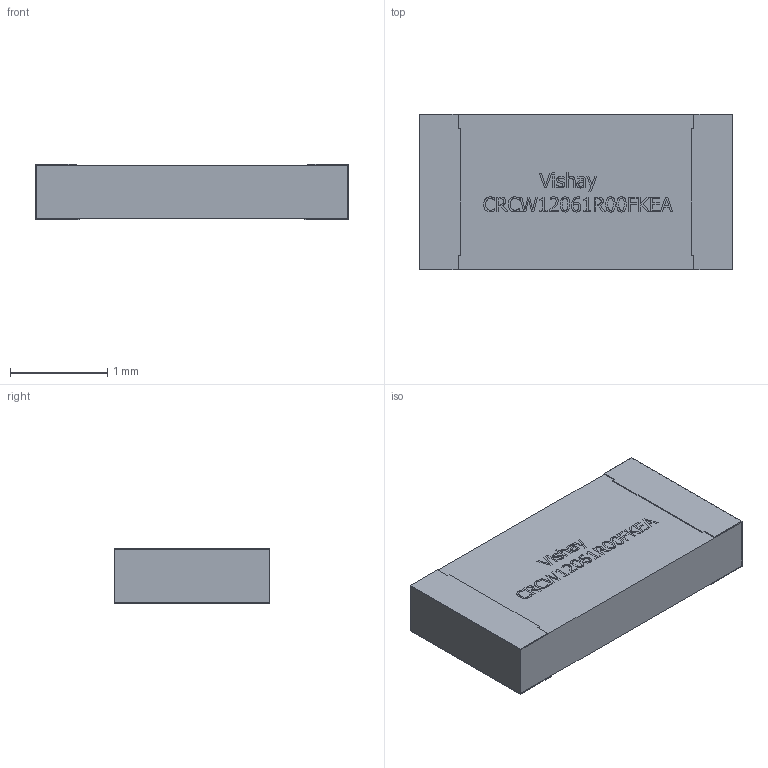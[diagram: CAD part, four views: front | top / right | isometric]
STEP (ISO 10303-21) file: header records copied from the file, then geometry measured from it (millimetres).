
FILE_DESCRIPTION( ( '' ), ' ' );
FILE_NAME( '5b1f43e0972ab80dad3069a8.step', '2018-06-12T03:54:08', ( '' ), ( '' ), ' ', ' ', ' ' );
FILE_SCHEMA( ( 'AUTOMOTIVE_DESIGN { 1 0 10303 214 1 1 1 1 }' ) );
Length unit declared in the file: metre
Products named in the file (26): Open CASCADE STEP translator 6.8 3; Open CASCADE STEP translator 6.8 2; Open CASCADE STEP translator 6.8 1
Bounding box: 3.22 x 1.6 x 0.57 mm (x, y, z)
Volume: 2.9 mm3; surface area: 31 mm2
Topology: 26 solids, 26 shells, 731 faces, 1940 edges, 1292 vertices
Faces by surface type: plane 429, extrusion 126, cylinder 122, bspline 54
Entity records: 39940 total; most frequent: CARTESIAN_POINT 6863, ORIENTED_EDGE 3880, DIRECTION 2942, STYLED_ITEM 2671, PRESENTATION_STYLE_ASSIGNMENT 2671, COLOUR_RGB 2671, EDGE_CURVE 1940, CURVE_STYLE 1940
